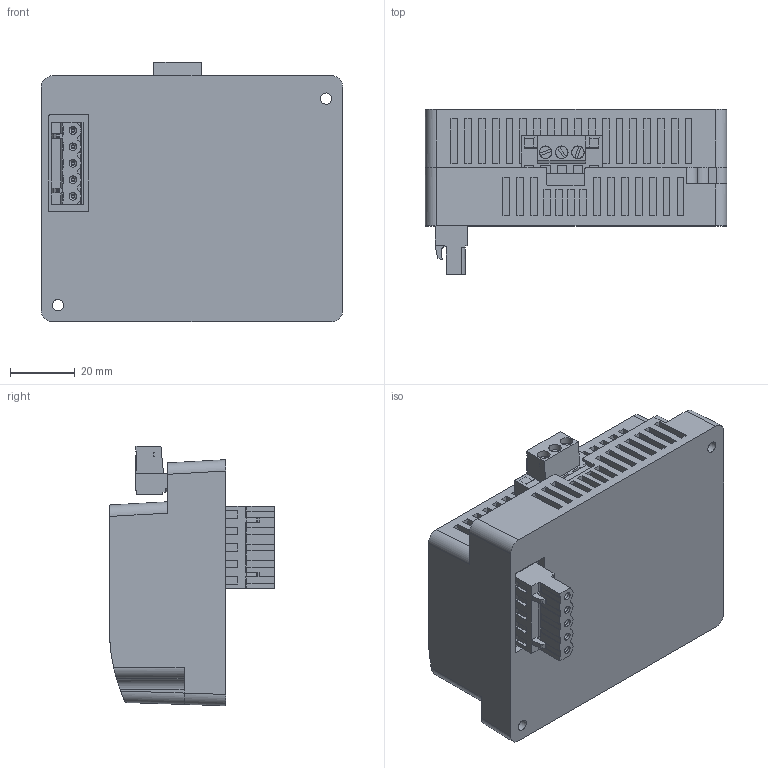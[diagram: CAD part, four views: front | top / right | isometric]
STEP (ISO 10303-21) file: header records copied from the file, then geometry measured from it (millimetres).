
FILE_DESCRIPTION (( 'STEP AP214' ), '1' );
FILE_NAME ('EA-AC.STEP', '2019-10-29T18:25:52', ( '' ), ( '' ), 'SwSTEP 2.0', 'SolidWorks 2019', '' );
FILE_SCHEMA (( 'AUTOMOTIVE_DESIGN' ));
Length unit declared in the file: inch
Products named in the file (1): EA-AC
Bounding box: 93 x 50.9 x 80.1 mm (x, y, z)
Volume: 222701.7 mm3; surface area: 34662.5 mm2
Topology: 7 solids, 7 shells, 788 faces, 1996 edges, 1311 vertices
Faces by surface type: plane 685, cylinder 86, bspline 17
Full cylindrical faces by diameter (mm): 1.2 x5, 1.6 x5, 2.4 x5, 3.15 x5, 3.5 x2, 3.75 x3, 3.92 x3
Entity records: 33999 total; most frequent: CARTESIAN_POINT 4978, ORIENTED_EDGE 3910, DIRECTION 3539, EDGE_CURVE 1955, VECTOR 1671, LINE 1671, VERTEX_POINT 1303, AXIS2_PLACEMENT_3D 934
